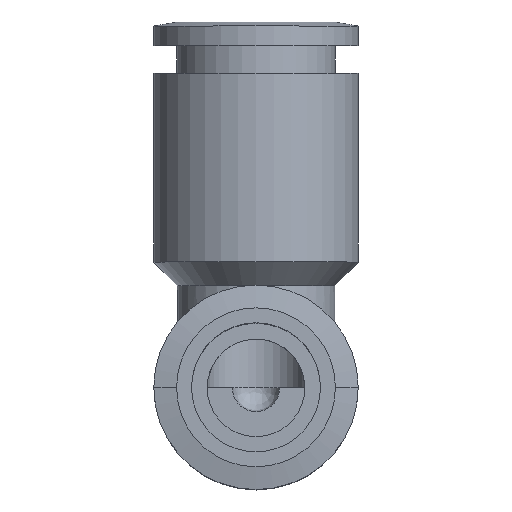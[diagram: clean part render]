
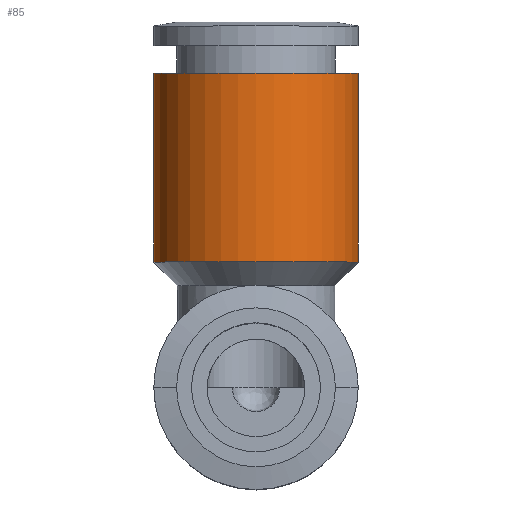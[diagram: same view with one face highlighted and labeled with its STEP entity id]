
A CAD part, top view. The second image highlights one B-rep face of the part: STEP entity #85.
In plain terms, the highlighted cylindrical face has radius 6.5 mm (diameter 13 mm), a partial arc.
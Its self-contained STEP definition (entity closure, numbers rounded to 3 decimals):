
#44=CARTESIAN_POINT('',(0.0,14.0,0.0));
#45=DIRECTION('',(0.0,1.0,0.0));
#46=DIRECTION('',(-1.0,0.0,0.0));
#47=AXIS2_PLACEMENT_3D('',#44,#45,#46);
#48=CYLINDRICAL_SURFACE('',#47,6.5);
#49=CARTESIAN_POINT('',(-6.5,8.,0.0));
#50=VERTEX_POINT('',#49);
#51=CARTESIAN_POINT('',(-6.5,20.0,0.0));
#52=VERTEX_POINT('',#51);
#53=CARTESIAN_POINT('',(-6.5,8.,0.0));
#54=DIRECTION('',(0.0,1.0,0.0));
#55=VECTOR('',#54,12.);
#56=LINE('',#53,#55);
#57=EDGE_CURVE('',#50,#52,#56,.T.);
#58=ORIENTED_EDGE('',*,*,#57,.F.);
#59=CARTESIAN_POINT('',(6.5,8.,0.));
#60=VERTEX_POINT('',#59);
#61=CARTESIAN_POINT('',(0.0,8.,0.0));
#62=DIRECTION('',(0.0,1.0,0.0));
#63=DIRECTION('',(-1.0,0.0,0.0));
#64=AXIS2_PLACEMENT_3D('',#61,#62,#63);
#65=CIRCLE('',#64,6.5);
#66=EDGE_CURVE('',#50,#60,#65,.T.);
#67=ORIENTED_EDGE('',*,*,#66,.T.);
#68=CARTESIAN_POINT('',(6.5,20.0,0.));
#69=VERTEX_POINT('',#68);
#70=CARTESIAN_POINT('',(6.5,20.0,0.));
#71=DIRECTION('',(0.0,-1.0,0.0));
#72=VECTOR('',#71,12.);
#73=LINE('',#70,#72);
#74=EDGE_CURVE('',#69,#60,#73,.T.);
#75=ORIENTED_EDGE('',*,*,#74,.F.);
#76=CARTESIAN_POINT('',(0.0,20.0,0.0));
#77=DIRECTION('',(0.0,1.0,0.0));
#78=DIRECTION('',(-1.0,0.0,0.0));
#79=AXIS2_PLACEMENT_3D('',#76,#77,#78);
#80=CIRCLE('',#79,6.5);
#81=EDGE_CURVE('',#52,#69,#80,.T.);
#82=ORIENTED_EDGE('',*,*,#81,.F.);
#83=EDGE_LOOP('',(#58,#67,#75,#82));
#84=FACE_OUTER_BOUND('',#83,.T.);
#85=ADVANCED_FACE('',(#84),#48,.T.);
